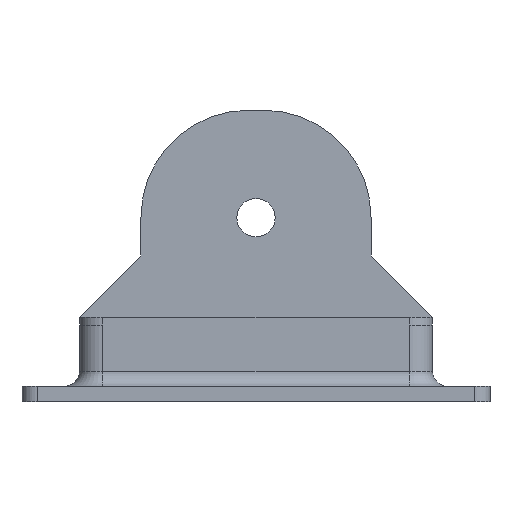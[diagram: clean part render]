
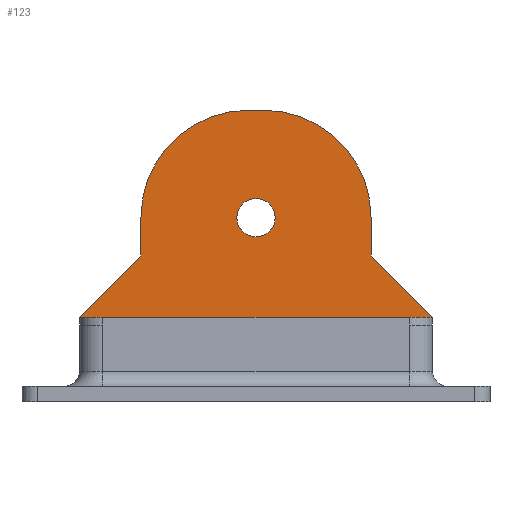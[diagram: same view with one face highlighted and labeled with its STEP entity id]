
A CAD part, front view. The second image highlights one B-rep face of the part: STEP entity #123.
In plain terms, the highlighted planar face has unit normal (0, -1, 0).
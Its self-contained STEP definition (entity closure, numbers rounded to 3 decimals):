
#24 = VERTEX_POINT('',#25);
#25 = CARTESIAN_POINT('',(-15.,0.,24.));
#31 = EDGE_CURVE('',#32,#24,#34,.T.);
#32 = VERTEX_POINT('',#33);
#33 = CARTESIAN_POINT('',(-15.,0.,19.));
#34 = LINE('',#35,#36);
#35 = CARTESIAN_POINT('',(-15.,0.,19.));
#36 = VECTOR('',#37,1.);
#37 = DIRECTION('',(0.,0.,1.));
#72 = VERTEX_POINT('',#73);
#73 = CARTESIAN_POINT('',(-1.,0.,38.));
#79 = EDGE_CURVE('',#24,#72,#80,.T.);
#80 = CIRCLE('',#81,14.);
#81 = AXIS2_PLACEMENT_3D('',#82,#83,#84);
#82 = CARTESIAN_POINT('',(-1.,0.,24.));
#83 = DIRECTION('',(0.,1.,0.));
#84 = DIRECTION('',(0.,0.,-1.));
#123 = ADVANCED_FACE('',(#124,#175),#186,.T.);
#124 = FACE_BOUND('',#125,.T.);
#125 = EDGE_LOOP('',(#126,#136,#145,#151,#152,#153,#161,#169));
#126 = ORIENTED_EDGE('',*,*,#127,.T.);
#127 = EDGE_CURVE('',#128,#130,#132,.T.);
#128 = VERTEX_POINT('',#129);
#129 = CARTESIAN_POINT('',(15.,0.,19.));
#130 = VERTEX_POINT('',#131);
#131 = CARTESIAN_POINT('',(15.,0.,24.));
#132 = LINE('',#133,#134);
#133 = CARTESIAN_POINT('',(15.,0.,19.));
#134 = VECTOR('',#135,1.);
#135 = DIRECTION('',(0.,0.,1.));
#136 = ORIENTED_EDGE('',*,*,#137,.F.);
#137 = EDGE_CURVE('',#138,#130,#140,.T.);
#138 = VERTEX_POINT('',#139);
#139 = CARTESIAN_POINT('',(1.,0.,38.));
#140 = CIRCLE('',#141,14.);
#141 = AXIS2_PLACEMENT_3D('',#142,#143,#144);
#142 = CARTESIAN_POINT('',(1.,0.,24.));
#143 = DIRECTION('',(0.,1.,0.));
#144 = DIRECTION('',(0.,0.,1.));
#145 = ORIENTED_EDGE('',*,*,#146,.F.);
#146 = EDGE_CURVE('',#72,#138,#147,.T.);
#147 = LINE('',#148,#149);
#148 = CARTESIAN_POINT('',(-23.,0.,38.));
#149 = VECTOR('',#150,1.);
#150 = DIRECTION('',(1.,0.,0.));
#151 = ORIENTED_EDGE('',*,*,#79,.F.);
#152 = ORIENTED_EDGE('',*,*,#31,.F.);
#153 = ORIENTED_EDGE('',*,*,#154,.T.);
#154 = EDGE_CURVE('',#32,#155,#157,.T.);
#155 = VERTEX_POINT('',#156);
#156 = CARTESIAN_POINT('',(-23.,0.,11.));
#157 = LINE('',#158,#159);
#158 = CARTESIAN_POINT('',(-21.,0.,13.));
#159 = VECTOR('',#160,1.);
#160 = DIRECTION('',(-0.707,0.,-0.707));
#161 = ORIENTED_EDGE('',*,*,#162,.T.);
#162 = EDGE_CURVE('',#155,#163,#165,.T.);
#163 = VERTEX_POINT('',#164);
#164 = CARTESIAN_POINT('',(23.,0.,11.));
#165 = LINE('',#166,#167);
#166 = CARTESIAN_POINT('',(-23.,0.,11.));
#167 = VECTOR('',#168,1.);
#168 = DIRECTION('',(1.,0.,0.));
#169 = ORIENTED_EDGE('',*,*,#170,.F.);
#170 = EDGE_CURVE('',#128,#163,#171,.T.);
#171 = LINE('',#172,#173);
#172 = CARTESIAN_POINT('',(9.5,0.,24.5));
#173 = VECTOR('',#174,1.);
#174 = DIRECTION('',(0.707,0.,-0.707));
#175 = FACE_BOUND('',#176,.T.);
#176 = EDGE_LOOP('',(#177));
#177 = ORIENTED_EDGE('',*,*,#178,.T.);
#178 = EDGE_CURVE('',#179,#179,#181,.T.);
#179 = VERTEX_POINT('',#180);
#180 = CARTESIAN_POINT('',(-2.5,0.,24.));
#181 = CIRCLE('',#182,2.5);
#182 = AXIS2_PLACEMENT_3D('',#183,#184,#185);
#183 = CARTESIAN_POINT('',(0.,0.,24.));
#184 = DIRECTION('',(0.,1.,0.));
#185 = DIRECTION('',(-1.,0.,0.));
#186 = PLANE('',#187);
#187 = AXIS2_PLACEMENT_3D('',#188,#189,#190);
#188 = CARTESIAN_POINT('',(0.,0.,22.458));
#189 = DIRECTION('',(-0.,-1.,-0.));
#190 = DIRECTION('',(0.,0.,-1.));
